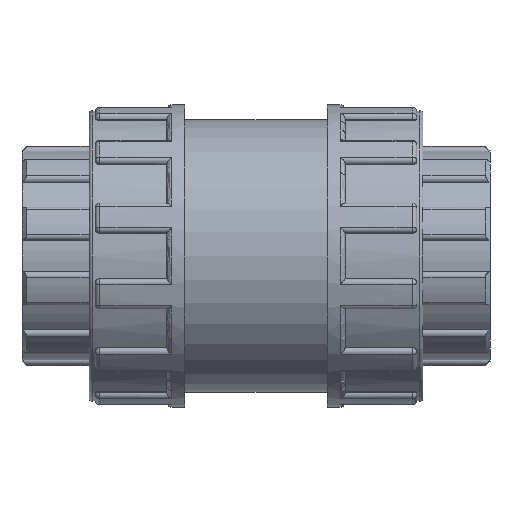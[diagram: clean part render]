
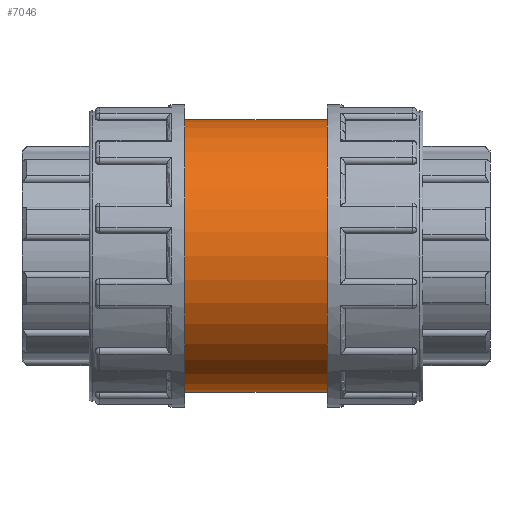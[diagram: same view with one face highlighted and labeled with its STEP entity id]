
A CAD part, front view. The second image highlights one B-rep face of the part: STEP entity #7046.
In plain terms, the highlighted cylindrical face has radius 62.55 mm (diameter 125.1 mm), a full revolution.
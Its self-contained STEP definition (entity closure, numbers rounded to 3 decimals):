
#103=B_SPLINE_CURVE_WITH_KNOTS('',3,(#11388,#11389,#11390,#11391,#11392,
#11393,#11394,#11395,#11396,#11397,#11398,#11399,#11400,#11401,#11402,#11403,
#11404,#11405,#11406,#11407,#11408,#11409,#11410,#11411,#11412,#11413,#11414,
#11415,#11416,#11417,#11418,#11419,#11420,#11421,#11422,#11423,#11424,#11425,
#11426,#11427,#11428,#11429,#11430,#11431,#11432,#11433,#11434,#11435,#11436,
#11437,#11438,#11439,#11440,#11441,#11442,#11443,#11444,#11445,#11446,#11447,
#11448,#11449,#11450,#11451,#11452,#11453),.UNSPECIFIED.,.T.,.F.,(4,2,2,
2,2,2,2,2,2,2,2,2,2,2,2,2,2,2,2,2,2,2,2,2,2,2,2,2,2,2,2,2,4),(0.,0.396,
0.792,1.188,1.584,1.98,2.376,
2.772,3.168,3.564,3.96,4.356,
4.752,5.148,5.544,5.94,6.336,
6.732,7.128,7.524,7.92,8.316,
8.712,9.108,9.504,9.9,10.296,
10.692,11.087,11.484,11.88,12.276,
12.672),.UNSPECIFIED.);
#220=FACE_BOUND('',#1304,.T.);
#221=FACE_BOUND('',#1305,.T.);
#849=FACE_OUTER_BOUND('',#1303,.T.);
#1303=EDGE_LOOP('',(#6414));
#1304=EDGE_LOOP('',(#6415));
#1305=EDGE_LOOP('',(#6416));
#2621=CIRCLE('',#7997,62.55);
#2622=CIRCLE('',#7999,62.55);
#2820=VERTEX_POINT('',#11387);
#3265=VERTEX_POINT('',#14037);
#3266=VERTEX_POINT('',#14040);
#3584=EDGE_CURVE('',#2820,#2820,#103,.T.);
#4317=EDGE_CURVE('',#3265,#3265,#2621,.T.);
#4318=EDGE_CURVE('',#3266,#3266,#2622,.T.);
#6414=ORIENTED_EDGE('',*,*,#4317,.T.);
#6415=ORIENTED_EDGE('',*,*,#3584,.T.);
#6416=ORIENTED_EDGE('',*,*,#4318,.F.);
#6615=CYLINDRICAL_SURFACE('',#7998,62.55);
#7046=ADVANCED_FACE('',(#849,#220,#221),#6615,.T.);
#7997=AXIS2_PLACEMENT_3D('',#14038,#10292,#10293);
#7998=AXIS2_PLACEMENT_3D('',#14039,#10294,#10295);
#7999=AXIS2_PLACEMENT_3D('',#14041,#10296,#10297);
#10292=DIRECTION('center_axis',(1.,0.,0.));
#10293=DIRECTION('ref_axis',(0.,0.,-1.));
#10294=DIRECTION('center_axis',(1.,0.,0.));
#10295=DIRECTION('ref_axis',(0.,1.,0.));
#10296=DIRECTION('center_axis',(1.,0.,0.));
#10297=DIRECTION('ref_axis',(0.,0.,-1.));
#11387=CARTESIAN_POINT('',(0.,58.973,-20.85));
#11388=CARTESIAN_POINT('Ctrl Pts',(0.,58.973,
-20.85));
#11389=CARTESIAN_POINT('Ctrl Pts',(1.32,58.973,-20.85));
#11390=CARTESIAN_POINT('Ctrl Pts',(2.682,59.018,-20.723));
#11391=CARTESIAN_POINT('Ctrl Pts',(5.384,59.203,-20.19));
#11392=CARTESIAN_POINT('Ctrl Pts',(6.724,59.341,-19.785));
#11393=CARTESIAN_POINT('Ctrl Pts',(9.29,59.686,-18.718));
#11394=CARTESIAN_POINT('Ctrl Pts',(10.517,59.893,-18.055));
#11395=CARTESIAN_POINT('Ctrl Pts',(12.783,60.332,-16.528));
#11396=CARTESIAN_POINT('Ctrl Pts',(13.823,60.565,-15.663));
#11397=CARTESIAN_POINT('Ctrl Pts',(15.663,61.011,-13.823));
#11398=CARTESIAN_POINT('Ctrl Pts',(16.528,61.241,-12.784));
#11399=CARTESIAN_POINT('Ctrl Pts',(18.055,61.67,-10.517));
#11400=CARTESIAN_POINT('Ctrl Pts',(18.718,61.87,-9.29));
#11401=CARTESIAN_POINT('Ctrl Pts',(19.785,62.201,-6.724));
#11402=CARTESIAN_POINT('Ctrl Pts',(20.19,62.333,-5.383));
#11403=CARTESIAN_POINT('Ctrl Pts',(20.723,62.507,-2.681));
#11404=CARTESIAN_POINT('Ctrl Pts',(20.85,62.55,-1.32));
#11405=CARTESIAN_POINT('Ctrl Pts',(20.85,62.55,1.32));
#11406=CARTESIAN_POINT('Ctrl Pts',(20.723,62.507,2.681));
#11407=CARTESIAN_POINT('Ctrl Pts',(20.19,62.333,5.383));
#11408=CARTESIAN_POINT('Ctrl Pts',(19.785,62.201,6.724));
#11409=CARTESIAN_POINT('Ctrl Pts',(18.718,61.87,9.29));
#11410=CARTESIAN_POINT('Ctrl Pts',(18.055,61.67,10.517));
#11411=CARTESIAN_POINT('Ctrl Pts',(16.528,61.241,12.784));
#11412=CARTESIAN_POINT('Ctrl Pts',(15.663,61.011,13.823));
#11413=CARTESIAN_POINT('Ctrl Pts',(13.823,60.565,15.663));
#11414=CARTESIAN_POINT('Ctrl Pts',(12.783,60.332,16.528));
#11415=CARTESIAN_POINT('Ctrl Pts',(10.517,59.893,18.055));
#11416=CARTESIAN_POINT('Ctrl Pts',(9.29,59.686,18.718));
#11417=CARTESIAN_POINT('Ctrl Pts',(6.724,59.341,19.785));
#11418=CARTESIAN_POINT('Ctrl Pts',(5.384,59.203,20.19));
#11419=CARTESIAN_POINT('Ctrl Pts',(2.682,59.018,20.723));
#11420=CARTESIAN_POINT('Ctrl Pts',(1.32,58.973,20.85));
#11421=CARTESIAN_POINT('Ctrl Pts',(-1.32,58.973,20.85));
#11422=CARTESIAN_POINT('Ctrl Pts',(-2.682,59.018,20.723));
#11423=CARTESIAN_POINT('Ctrl Pts',(-5.384,59.203,20.19));
#11424=CARTESIAN_POINT('Ctrl Pts',(-6.724,59.341,19.785));
#11425=CARTESIAN_POINT('Ctrl Pts',(-9.29,59.686,18.718));
#11426=CARTESIAN_POINT('Ctrl Pts',(-10.517,59.893,18.055));
#11427=CARTESIAN_POINT('Ctrl Pts',(-12.783,60.332,16.528));
#11428=CARTESIAN_POINT('Ctrl Pts',(-13.823,60.565,15.663));
#11429=CARTESIAN_POINT('Ctrl Pts',(-15.663,61.011,13.823));
#11430=CARTESIAN_POINT('Ctrl Pts',(-16.528,61.241,12.784));
#11431=CARTESIAN_POINT('Ctrl Pts',(-18.055,61.67,10.517));
#11432=CARTESIAN_POINT('Ctrl Pts',(-18.718,61.87,9.29));
#11433=CARTESIAN_POINT('Ctrl Pts',(-19.785,62.201,6.724));
#11434=CARTESIAN_POINT('Ctrl Pts',(-20.19,62.333,5.383));
#11435=CARTESIAN_POINT('Ctrl Pts',(-20.723,62.507,2.681));
#11436=CARTESIAN_POINT('Ctrl Pts',(-20.85,62.55,1.32));
#11437=CARTESIAN_POINT('Ctrl Pts',(-20.85,62.55,-1.32));
#11438=CARTESIAN_POINT('Ctrl Pts',(-20.723,62.507,-2.681));
#11439=CARTESIAN_POINT('Ctrl Pts',(-20.19,62.333,-5.383));
#11440=CARTESIAN_POINT('Ctrl Pts',(-19.785,62.201,-6.724));
#11441=CARTESIAN_POINT('Ctrl Pts',(-18.718,61.87,-9.29));
#11442=CARTESIAN_POINT('Ctrl Pts',(-18.055,61.67,-10.517));
#11443=CARTESIAN_POINT('Ctrl Pts',(-16.528,61.241,-12.784));
#11444=CARTESIAN_POINT('Ctrl Pts',(-15.663,61.011,-13.823));
#11445=CARTESIAN_POINT('Ctrl Pts',(-13.823,60.565,-15.663));
#11446=CARTESIAN_POINT('Ctrl Pts',(-12.783,60.332,-16.528));
#11447=CARTESIAN_POINT('Ctrl Pts',(-10.517,59.893,-18.055));
#11448=CARTESIAN_POINT('Ctrl Pts',(-9.29,59.686,-18.718));
#11449=CARTESIAN_POINT('Ctrl Pts',(-6.724,59.341,-19.785));
#11450=CARTESIAN_POINT('Ctrl Pts',(-5.384,59.203,-20.19));
#11451=CARTESIAN_POINT('Ctrl Pts',(-2.682,59.018,-20.723));
#11452=CARTESIAN_POINT('Ctrl Pts',(-1.32,58.973,-20.85));
#11453=CARTESIAN_POINT('Ctrl Pts',(0.,58.973,
-20.85));
#14037=CARTESIAN_POINT('',(-32.7,62.55,0.));
#14038=CARTESIAN_POINT('Origin',(-32.7,0.,0.));
#14039=CARTESIAN_POINT('Origin',(0.,0.,0.));
#14040=CARTESIAN_POINT('',(32.7,62.55,0.));
#14041=CARTESIAN_POINT('Origin',(32.7,0.,0.));
